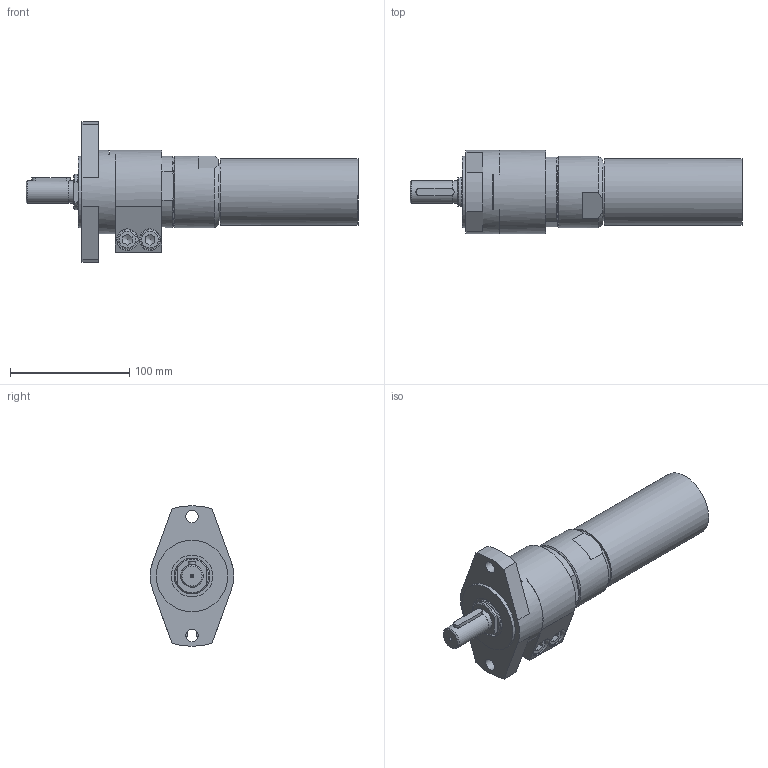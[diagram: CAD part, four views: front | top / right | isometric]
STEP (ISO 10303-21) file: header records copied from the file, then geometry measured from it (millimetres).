
FILE_DESCRIPTION(/* description */ ('MUD 40-90 F100'),/* implementation_level */ '2;1');
FILE_NAME(/* name */ 'MUD 40-90 F100_60031895_II.stp',/* time_stamp */ '2016-03-21T10:49:48+01:00',/* author */ ('ibasyouni'),/* organization */ (''),/* preprocessor_version */ 'ST-DEVELOPER v16.1',/* originating_system */ 'Autodesk Inventor 2016',/* authorisation */ '');
FILE_SCHEMA (('AUTOMOTIVE_DESIGN { 1 0 10303 214 3 1 1 }'));
Length unit declared in the file: millimetre
Products named in the file (1): MUD 40-90 F100_60031895
Bounding box: 278.7 x 70 x 118 mm (x, y, z)
Volume: 749384.1 mm3; surface area: 79271 mm2
Topology: 1 solids, 4 shells, 161 faces, 389 edges, 252 vertices
Faces by surface type: plane 80, cylinder 46, cone 26, torus 7, sphere 2
Full cylindrical faces by diameter (mm): 1.55 x2, 1.6 x1, 3.6 x1, 4 x1, 5 x1, 5.5 x1, 8.376 x2, 10 x2, 10.3 x2, 10.5 x2, 11.445 x2, 14.95 x1, 16 x2, 18 x2, 18.8 x1, 18.917 x1, 19 x1, 29.95 x1, 35 x1, 48.178 x1, 55.178 x1, 56 x1, 60 x3, 70 x1
Entity records: 4460 total; most frequent: CARTESIAN_POINT 858, DIRECTION 724, ORIENTED_EDGE 600, AXIS2_PLACEMENT_3D 302, EDGE_CURVE 300, EDGE_LOOP 254, VERTEX_POINT 220, FACE_OUTER_BOUND 161
